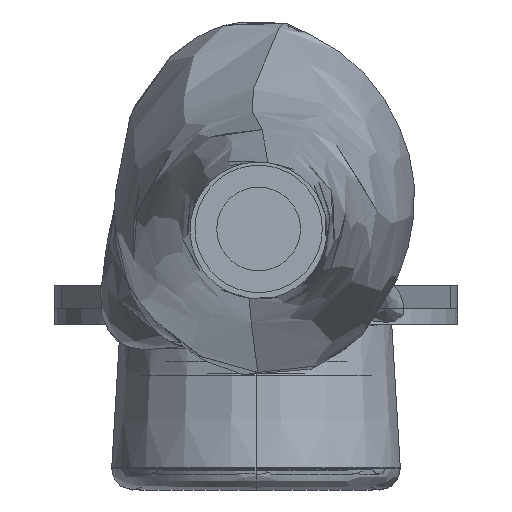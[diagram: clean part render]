
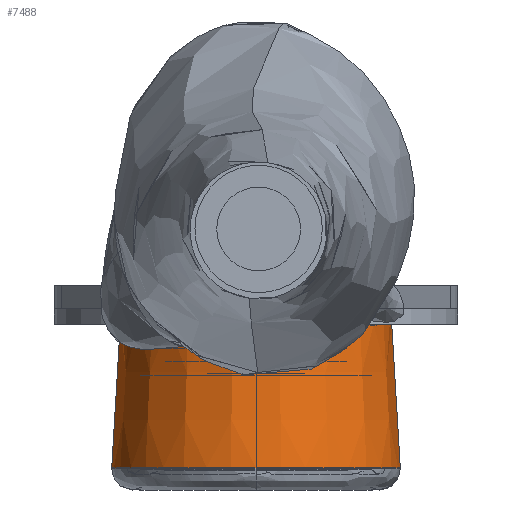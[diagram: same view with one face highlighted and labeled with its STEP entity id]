
A CAD part, front view. The second image highlights one B-rep face of the part: STEP entity #7488.
In plain terms, the highlighted conical face has half-angle 3.412 degrees and reference radius 2.833 mm.
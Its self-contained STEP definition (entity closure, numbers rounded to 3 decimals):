
#101 = ORIENTED_EDGE ( 'NONE', *, *, #359, .T. ) ;
#244 = VERTEX_POINT ( 'NONE', #7510 ) ;
#276 = EDGE_CURVE ( 'NONE', #244, #7383, #2140, .T. ) ;
#359 = EDGE_CURVE ( 'NONE', #869, #7383, #6413, .T. ) ;
#789 = EDGE_CURVE ( 'NONE', #6555, #244, #1015, .T. ) ;
#869 = VERTEX_POINT ( 'NONE', #7135 ) ;
#1015 = CIRCLE ( 'NONE', #3549, 2.665 ) ;
#1228 = CARTESIAN_POINT ( 'NONE',  ( 2.832, 3.119, 0. ) ) ;
#1299 = DIRECTION ( 'NONE',  ( 0.06, 0.998, 0. ) ) ;
#1436 = CARTESIAN_POINT ( 'NONE',  ( -2.832, 3.119, 0. ) ) ;
#1461 = CARTESIAN_POINT ( 'NONE',  ( 0., 3.119, 0. ) ) ;
#1468 = DIRECTION ( 'NONE',  ( 0., -1., 0. ) ) ;
#1474 = DIRECTION ( 'NONE',  ( 0., 0., 1. ) ) ;
#1670 = DIRECTION ( 'NONE',  ( -1., 0., 0. ) ) ;
#1892 = CONICAL_SURFACE ( 'NONE', #3995, 2.832, 0.06 ) ;
#2140 = LINE ( 'NONE', #1228, #6800 ) ;
#2201 = LINE ( 'NONE', #1436, #5197 ) ;
#2830 = CARTESIAN_POINT ( 'NONE',  ( 0., 0.305, 0. ) ) ;
#2846 = DIRECTION ( 'NONE',  ( 0., -1., 0. ) ) ;
#2854 = DIRECTION ( 'NONE',  ( -1., 0., 0. ) ) ;
#3521 = CIRCLE ( 'NONE', #7480, 2.832 ) ;
#3523 = CARTESIAN_POINT ( 'NONE',  ( 0., 3.119, 0. ) ) ;
#3549 = AXIS2_PLACEMENT_3D ( 'NONE', #2830, #2846, #2854 ) ;
#3650 = FACE_OUTER_BOUND ( 'NONE', #6947, .T. ) ;
#3959 = CARTESIAN_POINT ( 'NONE',  ( 2.832, 3.119, 0. ) ) ;
#3995 = AXIS2_PLACEMENT_3D ( 'NONE', #7732, #5852, #1670 ) ;
#4128 = DIRECTION ( 'NONE',  ( 0., 0., 1. ) ) ;
#4593 = ORIENTED_EDGE ( 'NONE', *, *, #7197, .T. ) ;
#5098 = VERTEX_POINT ( 'NONE', #6822 ) ;
#5197 = VECTOR ( 'NONE', #7519, 1000. ) ;
#5852 = DIRECTION ( 'NONE',  ( 0., 1., 0. ) ) ;
#5911 = ORIENTED_EDGE ( 'NONE', *, *, #789, .F. ) ;
#5986 = EDGE_CURVE ( 'NONE', #5098, #869, #3521, .T. ) ;
#6025 = AXIS2_PLACEMENT_3D ( 'NONE', #1461, #1468, #1474 ) ;
#6413 = CIRCLE ( 'NONE', #6025, 2.832 ) ;
#6555 = VERTEX_POINT ( 'NONE', #7760 ) ;
#6639 = ORIENTED_EDGE ( 'NONE', *, *, #276, .F. ) ;
#6800 = VECTOR ( 'NONE', #1299, 1000. ) ;
#6822 = CARTESIAN_POINT ( 'NONE',  ( -2.832, 3.119, 0. ) ) ;
#6947 = EDGE_LOOP ( 'NONE', ( #6639, #5911, #4593, #7599, #101 ) ) ;
#7135 = CARTESIAN_POINT ( 'NONE',  ( 0., 3.119, -2.832 ) ) ;
#7197 = EDGE_CURVE ( 'NONE', #6555, #5098, #2201, .T. ) ;
#7383 = VERTEX_POINT ( 'NONE', #3959 ) ;
#7480 = AXIS2_PLACEMENT_3D ( 'NONE', #3523, #7813, #4128 ) ;
#7488 = ADVANCED_FACE ( 'NONE', ( #3650 ), #1892, .T. ) ;
#7510 = CARTESIAN_POINT ( 'NONE',  ( 2.665, 0.305, 0. ) ) ;
#7519 = DIRECTION ( 'NONE',  ( -0.06, 0.998, 0. ) ) ;
#7599 = ORIENTED_EDGE ( 'NONE', *, *, #5986, .T. ) ;
#7732 = CARTESIAN_POINT ( 'NONE',  ( 0., 3.119, 0. ) ) ;
#7760 = CARTESIAN_POINT ( 'NONE',  ( -2.665, 0.305, 0. ) ) ;
#7813 = DIRECTION ( 'NONE',  ( 0., -1., 0. ) ) ;
